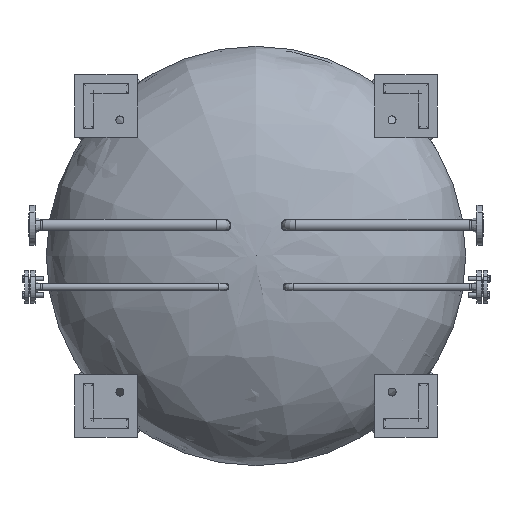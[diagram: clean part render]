
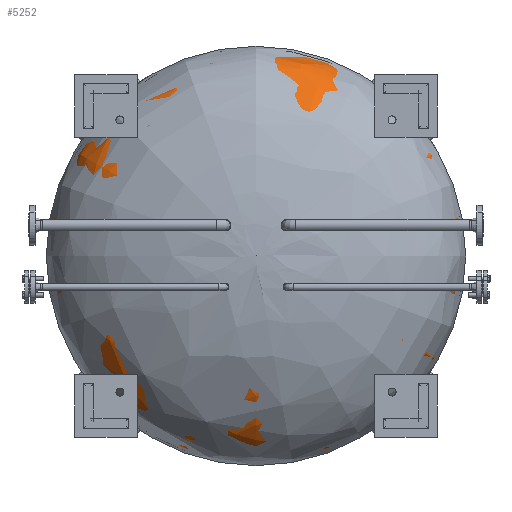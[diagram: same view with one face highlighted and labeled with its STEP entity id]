
A CAD part, front view. The second image highlights one B-rep face of the part: STEP entity #5252.
In plain terms, the highlighted face is a revolution surface.
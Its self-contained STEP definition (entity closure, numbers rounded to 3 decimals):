
#5150=CARTESIAN_POINT('',(0.0,-2030.0,1.346));
#5151=VERTEX_POINT('',#5150);
#5152=CARTESIAN_POINT('',(0.0,-2030.0,-591.454));
#5153=DIRECTION('',(0.0,1.0,0.0));
#5154=DIRECTION('',(0.0,0.0,1.0));
#5155=AXIS2_PLACEMENT_3D('',#5152,#5153,#5154);
#5156=CIRCLE('',#5155,592.8);
#5157=EDGE_CURVE('',#5151,#5151,#5156,.T.);
#5162=CARTESIAN_POINT('',(0.0,-2030.0,1.346));
#5163=CARTESIAN_POINT('',(0.0,-2034.852,1.346));
#5164=CARTESIAN_POINT('',(0.0,-2044.557,0.914));
#5165=CARTESIAN_POINT('',(0.0,-2056.669,-0.706));
#5166=CARTESIAN_POINT('',(0.0,-2068.753,-3.137));
#5167=CARTESIAN_POINT('',(0.0,-2078.391,-5.729));
#5168=CARTESIAN_POINT('',(0.0,-2090.387,-9.777));
#5169=CARTESIAN_POINT('',(0.0,-2099.936,-13.662));
#5170=CARTESIAN_POINT('',(0.0,-2112.688,-19.751));
#5171=CARTESIAN_POINT('',(0.0,-2123.87,-25.994));
#5172=CARTESIAN_POINT('',(0.0,-2138.997,-35.837));
#5173=CARTESIAN_POINT('',(0.0,-2151.607,-45.365));
#5174=CARTESIAN_POINT('',(0.0,-2167.071,-58.74));
#5175=CARTESIAN_POINT('',(0.0,-2179.182,-70.598));
#5176=CARTESIAN_POINT('',(0.0,-2193.938,-86.824));
#5177=CARTESIAN_POINT('',(0.0,-2205.416,-100.907));
#5178=CARTESIAN_POINT('',(0.0,-2219.303,-119.833));
#5179=CARTESIAN_POINT('',(0.0,-2230.023,-136.009));
#5180=CARTESIAN_POINT('',(0.0,-2242.889,-157.457));
#5181=CARTESIAN_POINT('',(0.0,-2252.736,-175.569));
#5182=CARTESIAN_POINT('',(0.0,-2264.305,-199.047));
#5183=CARTESIAN_POINT('',(0.0,-2272.92,-218.312));
#5184=CARTESIAN_POINT('',(0.0,-2282.889,-242.869));
#5185=CARTESIAN_POINT('',(0.0,-2290.287,-262.951));
#5186=CARTESIAN_POINT('',(0.0,-2298.815,-288.555));
#5187=CARTESIAN_POINT('',(0.0,-2305.038,-309.274));
#5188=CARTESIAN_POINT('',(0.0,-2312.078,-335.363));
#5189=CARTESIAN_POINT('',(0.0,-2317.163,-356.452));
#5190=CARTESIAN_POINT('',(0.0,-2322.864,-383.142));
#5191=CARTESIAN_POINT('',(0.0,-2326.893,-404.654));
#5192=CARTESIAN_POINT('',(0.0,-2331.268,-431.665));
#5193=CARTESIAN_POINT('',(0.0,-2334.259,-453.403));
#5194=CARTESIAN_POINT('',(0.0,-2337.373,-480.789));
#5195=CARTESIAN_POINT('',(0.0,-2339.364,-502.816));
#5196=CARTESIAN_POINT('',(0.0,-2341.227,-530.431));
#5197=CARTESIAN_POINT('',(0.0,-2342.469,-558.121));
#5198=CARTESIAN_POINT('',(0.0,-2342.8,-580.343));
#5199=CARTESIAN_POINT('',(0.0,-2342.8,-591.454));
#5200=B_SPLINE_CURVE_WITH_KNOTS('',3,(#5162,#5163,#5164,#5165,#5166,#5167,#5168,#5169,#5170,#5171,#5172,#5173,#5174,#5175,#5176,#5177,#5178,#5179,#5180,#5181,#5182,#5183,#5184,#5185,#5186,#5187,#5188,#5189,#5190,#5191,#5192,#5193,#5194,#5195,#5196,#5197,#5198,#5199),.UNSPECIFIED.,.F.,.U.,(4,1,1,1,1,1,1,1,1,1,1,1,1,1,1,1,1,1,1,1,1,1,1,1,1,1,1,1,1,1,1,1,1,1,1,4),(0.,0.047,0.095,0.119,0.166,0.19,0.237,0.261,0.318,0.35,0.416,0.449,0.514,0.547,0.612,0.645,0.71,0.743,0.809,0.841,0.905,0.936,0.997,1.028,1.088,1.117,1.175,1.204,1.262,1.29,1.347,1.375,1.431,1.459,1.515,1.571),.UNSPECIFIED.);
#5201=CARTESIAN_POINT('',(0.0,-1977.577,-591.454));
#5202=DIRECTION('',(0.0,-1.0,0.0));
#5203=AXIS1_PLACEMENT('',#5201,#5202);
#5204=SURFACE_OF_REVOLUTION('',#5200,#5203);
#5205=CARTESIAN_POINT('',(0.0,-2342.8,-591.454));
#5206=VERTEX_POINT('',#5205);
#5207=CARTESIAN_POINT('',(0.0,-2342.8,-591.454));
#5208=CARTESIAN_POINT('',(0.0,-2342.8,-580.343));
#5209=CARTESIAN_POINT('',(0.0,-2342.469,-558.121));
#5210=CARTESIAN_POINT('',(0.0,-2341.227,-530.431));
#5211=CARTESIAN_POINT('',(0.0,-2339.364,-502.816));
#5212=CARTESIAN_POINT('',(0.0,-2337.373,-480.789));
#5213=CARTESIAN_POINT('',(0.0,-2334.259,-453.403));
#5214=CARTESIAN_POINT('',(0.0,-2331.268,-431.665));
#5215=CARTESIAN_POINT('',(0.0,-2326.893,-404.654));
#5216=CARTESIAN_POINT('',(0.0,-2322.864,-383.142));
#5217=CARTESIAN_POINT('',(0.0,-2317.163,-356.452));
#5218=CARTESIAN_POINT('',(0.0,-2312.078,-335.363));
#5219=CARTESIAN_POINT('',(0.0,-2305.038,-309.274));
#5220=CARTESIAN_POINT('',(0.0,-2298.815,-288.555));
#5221=CARTESIAN_POINT('',(0.0,-2290.287,-262.951));
#5222=CARTESIAN_POINT('',(0.0,-2282.889,-242.869));
#5223=CARTESIAN_POINT('',(0.0,-2272.92,-218.312));
#5224=CARTESIAN_POINT('',(0.0,-2264.305,-199.047));
#5225=CARTESIAN_POINT('',(0.0,-2252.736,-175.569));
#5226=CARTESIAN_POINT('',(0.0,-2242.889,-157.457));
#5227=CARTESIAN_POINT('',(0.0,-2230.023,-136.009));
#5228=CARTESIAN_POINT('',(0.0,-2219.303,-119.833));
#5229=CARTESIAN_POINT('',(0.0,-2205.416,-100.907));
#5230=CARTESIAN_POINT('',(0.0,-2193.938,-86.824));
#5231=CARTESIAN_POINT('',(0.0,-2179.182,-70.598));
#5232=CARTESIAN_POINT('',(0.0,-2167.071,-58.74));
#5233=CARTESIAN_POINT('',(0.0,-2151.607,-45.365));
#5234=CARTESIAN_POINT('',(0.0,-2138.997,-35.837));
#5235=CARTESIAN_POINT('',(0.0,-2123.87,-25.994));
#5236=CARTESIAN_POINT('',(0.0,-2112.688,-19.751));
#5237=CARTESIAN_POINT('',(0.0,-2099.936,-13.662));
#5238=CARTESIAN_POINT('',(0.0,-2090.387,-9.777));
#5239=CARTESIAN_POINT('',(0.0,-2078.391,-5.729));
#5240=CARTESIAN_POINT('',(0.0,-2068.753,-3.137));
#5241=CARTESIAN_POINT('',(0.0,-2056.669,-0.706));
#5242=CARTESIAN_POINT('',(0.0,-2044.557,0.914));
#5243=CARTESIAN_POINT('',(0.0,-2034.852,1.346));
#5244=CARTESIAN_POINT('',(0.0,-2030.0,1.346));
#5245=B_SPLINE_CURVE_WITH_KNOTS('',3,(#5207,#5208,#5209,#5210,#5211,#5212,#5213,#5214,#5215,#5216,#5217,#5218,#5219,#5220,#5221,#5222,#5223,#5224,#5225,#5226,#5227,#5228,#5229,#5230,#5231,#5232,#5233,#5234,#5235,#5236,#5237,#5238,#5239,#5240,#5241,#5242,#5243,#5244),.UNSPECIFIED.,.F.,.U.,(4,1,1,1,1,1,1,1,1,1,1,1,1,1,1,1,1,1,1,1,1,1,1,1,1,1,1,1,1,1,1,1,1,1,1,4),(0.,0.056,0.112,0.14,0.196,0.224,0.281,0.309,0.366,0.396,0.454,0.483,0.543,0.574,0.635,0.666,0.73,0.762,0.828,0.86,0.926,0.959,1.024,1.057,1.122,1.155,1.22,1.253,1.31,1.333,1.381,1.405,1.452,1.476,1.523,1.571),.UNSPECIFIED.);
#5246=EDGE_CURVE('',#5206,#5151,#5245,.T.);
#5247=ORIENTED_EDGE('',*,*,#5246,.F.);
#5248=ORIENTED_EDGE('',*,*,#5246,.T.);
#5249=ORIENTED_EDGE('',*,*,#5157,.T.);
#5250=EDGE_LOOP('',(#5247,#5248,#5249));
#5251=FACE_OUTER_BOUND('',#5250,.T.);
#5252=ADVANCED_FACE('',(#5251),#5204,.F.);
